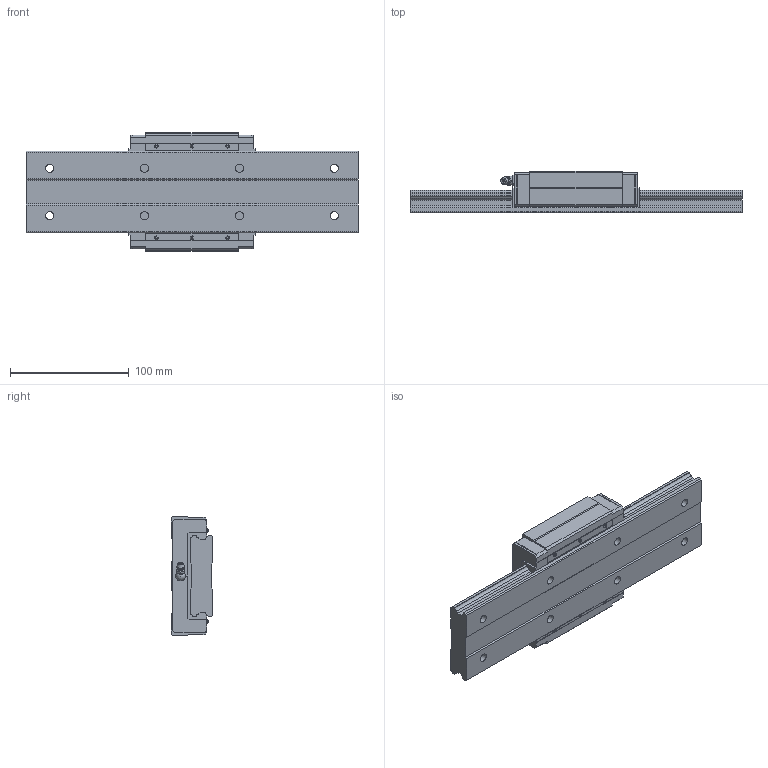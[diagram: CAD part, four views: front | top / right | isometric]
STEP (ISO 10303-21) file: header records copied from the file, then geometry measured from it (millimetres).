
FILE_DESCRIPTION(/* description */ ('STEP AP214'),/* implementation_level */ '2;1');
FILE_NAME(/* name */ 'HRW35CR1SS-280L_G20_0_B-M6F_86-7_0_0_0_1',/* time_stamp */ '2023-02-06T13:08:29+01:00',/* author */ ('License CC BY-ND 4.0'),/* organization */ ('CADENAS'),/* preprocessor_version */ 'ST-DEVELOPER v18.102',/* originating_system */ 'PARTsolutions',/* authorisation */ ' ');
FILE_SCHEMA (('AUTOMOTIVE_DESIGN {1 0 10303 214 3 1 1}'));
Length unit declared in the file: millimetre
Products named in the file (4): HRW35CR1SS-280L_G20_0_B-M6F_86-7_0_0_0_1; HRW-B-M6F_grease_nipple_joint; HRW35CRSSB-M6F1 Slide17-60; HRW35CR28020 Track
Assembly tree (3 placements, depth 2):
  HRW35CR1SS-280L_G20_0_B-M6F_86-7_0_0_0_1
    HRW-B-M6F_grease_nipple_joint
    HRW35CRSSB-M6F1 Slide17-60
    HRW35CR28020 Track
Bounding box: 280 x 35 x 100 mm (x, y, z)
Volume: 534533 mm3; surface area: 94631.8 mm2
Topology: 3 solids, 3 shells, 248 faces, 646 edges, 419 vertices
Faces by surface type: plane 168, cylinder 44, cone 25, torus 8, sphere 3
Full cylindrical faces by diameter (mm): 3 x6, 4.917 x2, 6 x1, 6.647 x6, 7 x8, 8 x3, 11 x8
Entity records: 7301 total; most frequent: CARTESIAN_POINT 1335, DIRECTION 1172, ORIENTED_EDGE 1140, EDGE_CURVE 570, LINE 424, VECTOR 424, VERTEX_POINT 413, AXIS2_PLACEMENT_3D 374
